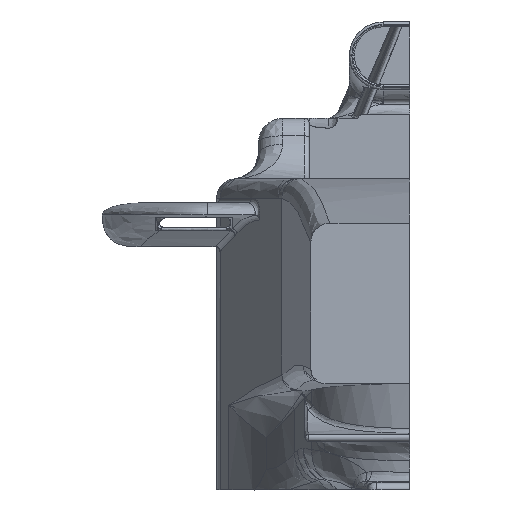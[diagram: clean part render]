
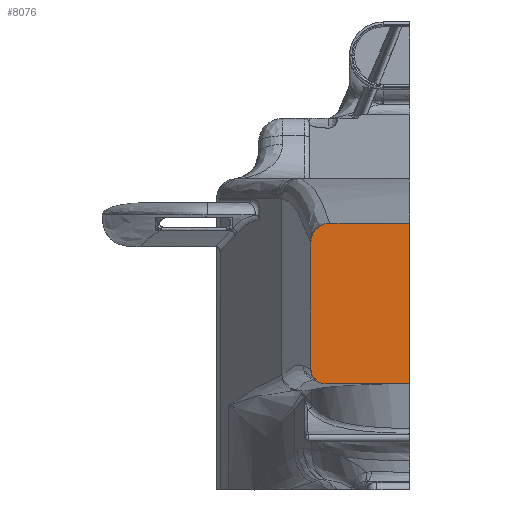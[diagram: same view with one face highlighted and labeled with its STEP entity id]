
A CAD part, left-side view. The second image highlights one B-rep face of the part: STEP entity #8076.
In plain terms, the highlighted free-form (B-spline) face has degree [1, 1] with [2, 2] control points.
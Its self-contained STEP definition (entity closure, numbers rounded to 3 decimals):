
#6740 = VERTEX_POINT('',#6741);
#6741 = CARTESIAN_POINT('',(0.,0.,735.056));
#6747 = EDGE_CURVE('',#6740,#6748,#6750,.T.);
#6748 = VERTEX_POINT('',#6749);
#6749 = CARTESIAN_POINT('',(0.,0.,292.427));
#6750 = B_SPLINE_CURVE_WITH_KNOTS('',1,(#6751,#6752),.UNSPECIFIED.,.F.,
  .F.,(2,2),(417.,750.),.PIECEWISE_BEZIER_KNOTS.);
#6751 = CARTESIAN_POINT('',(0.,0.,735.056));
#6752 = CARTESIAN_POINT('',(0.,0.,292.427));
#8050 = VERTEX_POINT('',#8051);
#8051 = CARTESIAN_POINT('',(0.,272.489,
    332.516));
#8058 = EDGE_CURVE('',#8059,#8050,#8061,.T.);
#8059 = VERTEX_POINT('',#8060);
#8060 = CARTESIAN_POINT('',(0.,272.489,
    681.486));
#8061 = B_SPLINE_CURVE_WITH_KNOTS('',1,(#8062,#8063),.UNSPECIFIED.,.F.,
  .F.,(2,2),(457.302,719.84),.PIECEWISE_BEZIER_KNOTS.);
#8062 = CARTESIAN_POINT('',(0.,272.489,
    681.486));
#8063 = CARTESIAN_POINT('',(0.,272.489,
    332.516));
#8076 = ADVANCED_FACE('',(#8077),#8168,.F.);
#8077 = FACE_BOUND('',#8078,.T.);
#8078 = EDGE_LOOP('',(#8079,#8080,#8116,#8123,#8124,#8133));
#8079 = ORIENTED_EDGE('',*,*,#8058,.T.);
#8080 = ORIENTED_EDGE('',*,*,#8081,.T.);
#8081 = EDGE_CURVE('',#8050,#8082,#8084,.T.);
#8082 = VERTEX_POINT('',#8083);
#8083 = CARTESIAN_POINT('',(0.,232.348,
    292.427));
#8084 = B_SPLINE_CURVE_WITH_KNOTS('',3,(#8085,#8086,#8087,#8088,#8089,
    #8090,#8091,#8092,#8093,#8094,#8095,#8096,#8097,#8098,#8099,#8100,
    #8101,#8102,#8103,#8104,#8105,#8106,#8107,#8108,#8109,#8110,#8111,
    #8112,#8113,#8114,#8115),.UNSPECIFIED.,.F.,.F.,(4,2,2,2,2,2,2,2,2,2,
    2,1,2,2,2,4),(0.,0.006,0.009,
    0.012,0.018,0.019,
    0.021,0.024,0.029,
    0.031,0.032,0.035,
    0.038,0.04,0.041,
    0.047),.UNSPECIFIED.);
#8085 = CARTESIAN_POINT('',(0.,272.489,
    332.516));
#8086 = CARTESIAN_POINT('',(0.,272.489,
    329.868));
#8087 = CARTESIAN_POINT('',(0.,272.228,
    327.264));
#8088 = CARTESIAN_POINT('',(0.,271.461,
    323.423));
#8089 = CARTESIAN_POINT('',(0.,271.143,
    322.153));
#8090 = CARTESIAN_POINT('',(0.,270.377,
    319.635));
#8091 = CARTESIAN_POINT('',(0.,269.928,
    318.384));
#8092 = CARTESIAN_POINT('',(0.,268.415,
    314.745));
#8093 = CARTESIAN_POINT('',(0.,267.181,
    312.444));
#8094 = CARTESIAN_POINT('',(0.,265.36,
    309.722));
#8095 = CARTESIAN_POINT('',(0.,264.982,
    309.185));
#8096 = CARTESIAN_POINT('',(0.,264.197,
    308.128));
#8097 = CARTESIAN_POINT('',(0.,263.789,
    307.606));
#8098 = CARTESIAN_POINT('',(0.,262.531,
    306.075));
#8099 = CARTESIAN_POINT('',(0.,261.648,
    305.103));
#8100 = CARTESIAN_POINT('',(0.,258.873,
    302.332));
#8101 = CARTESIAN_POINT('',(0.,256.854,
    300.673));
#8102 = CARTESIAN_POINT('',(0.,254.115,
    298.841));
#8103 = CARTESIAN_POINT('',(0.,253.555,
    298.486));
#8104 = CARTESIAN_POINT('',(0.,252.423,
    297.807));
#8105 = CARTESIAN_POINT('',(0.,251.851,
    297.483));
#8106 = CARTESIAN_POINT('',(0.,250.116,
    296.555));
#8107 = CARTESIAN_POINT('',(0.,247.753,
    295.437));
#8108 = CARTESIAN_POINT('',(0.,245.294,
    294.553));
#8109 = CARTESIAN_POINT('',(0.,243.412,
    293.979));
#8110 = CARTESIAN_POINT('',(0.,242.779,
    293.803));
#8111 = CARTESIAN_POINT('',(0.,241.5,
    293.481));
#8112 = CARTESIAN_POINT('',(0.,240.853,
    293.335));
#8113 = CARTESIAN_POINT('',(0.,237.615,
    292.688));
#8114 = CARTESIAN_POINT('',(0.,234.996,
    292.427));
#8115 = CARTESIAN_POINT('',(0.,232.348,
    292.427));
#8116 = ORIENTED_EDGE('',*,*,#8117,.T.);
#8117 = EDGE_CURVE('',#8082,#6748,#8118,.T.);
#8118 = B_SPLINE_CURVE_WITH_KNOTS('',3,(#8119,#8120,#8121,#8122),
  .UNSPECIFIED.,.F.,.F.,(4,4),(0.238,0.413),
  .PIECEWISE_BEZIER_KNOTS.);
#8119 = CARTESIAN_POINT('',(0.,232.348,
    292.427));
#8120 = CARTESIAN_POINT('',(0.,154.899,
    292.427));
#8121 = CARTESIAN_POINT('',(0.,77.449,
    292.427));
#8122 = CARTESIAN_POINT('',(0.,0.,292.427));
#8123 = ORIENTED_EDGE('',*,*,#6747,.F.);
#8124 = ORIENTED_EDGE('',*,*,#8125,.T.);
#8125 = EDGE_CURVE('',#6740,#8126,#8128,.T.);
#8126 = VERTEX_POINT('',#8127);
#8127 = CARTESIAN_POINT('',(0.,220.009,
    735.056));
#8128 = B_SPLINE_CURVE_WITH_KNOTS('',3,(#8129,#8130,#8131,#8132),
  .UNSPECIFIED.,.F.,.F.,(4,4),(0.225,0.39),
  .PIECEWISE_BEZIER_KNOTS.);
#8129 = CARTESIAN_POINT('',(0.,0.,735.056));
#8130 = CARTESIAN_POINT('',(0.,73.336,
    735.056));
#8131 = CARTESIAN_POINT('',(0.,146.673,
    735.056));
#8132 = CARTESIAN_POINT('',(0.,220.009,
    735.056));
#8133 = ORIENTED_EDGE('',*,*,#8134,.T.);
#8134 = EDGE_CURVE('',#8126,#8059,#8135,.T.);
#8135 = B_SPLINE_CURVE_WITH_KNOTS('',3,(#8136,#8137,#8138,#8139,#8140,
    #8141,#8142,#8143,#8144,#8145,#8146,#8147,#8148,#8149,#8150,#8151,
    #8152,#8153,#8154,#8155,#8156,#8157,#8158,#8159,#8160,#8161,#8162,
    #8163,#8164,#8165,#8166,#8167),.UNSPECIFIED.,.F.,.F.,(4,2,2,2,2,2,2,
    2,2,2,2,2,2,2,2,4),(0.,0.008,
    0.012,0.014,0.016,
    0.023,0.025,0.027,
    0.031,0.039,0.041,
    0.043,0.047,0.051,
    0.055,0.062),.UNSPECIFIED.);
#8136 = CARTESIAN_POINT('',(0.,220.009,
    735.056));
#8137 = CARTESIAN_POINT('',(0.,223.513,
    735.056));
#8138 = CARTESIAN_POINT('',(0.,226.957,
    734.707));
#8139 = CARTESIAN_POINT('',(0.,232.038,
    733.677));
#8140 = CARTESIAN_POINT('',(0.,233.717,
    733.249));
#8141 = CARTESIAN_POINT('',(0.,236.213,
    732.476));
#8142 = CARTESIAN_POINT('',(0.,237.044,
    732.196));
#8143 = CARTESIAN_POINT('',(0.,238.685,
    731.595));
#8144 = CARTESIAN_POINT('',(0.,239.495,
    731.275));
#8145 = CARTESIAN_POINT('',(0.,243.491,
    729.579));
#8146 = CARTESIAN_POINT('',(0.,246.52,
    727.919));
#8147 = CARTESIAN_POINT('',(0.,250.097,
    725.466));
#8148 = CARTESIAN_POINT('',(0.,250.802,
    724.956));
#8149 = CARTESIAN_POINT('',(0.,252.19,
    723.898));
#8150 = CARTESIAN_POINT('',(0.,252.875,
    723.349));
#8151 = CARTESIAN_POINT('',(0.,254.874,
    721.661));
#8152 = CARTESIAN_POINT('',(0.,256.141,
    720.477));
#8153 = CARTESIAN_POINT('',(0.,259.753,
    716.754));
#8154 = CARTESIAN_POINT('',(0.,261.91,
    714.047));
#8155 = CARTESIAN_POINT('',(0.,264.284,
    710.376));
#8156 = CARTESIAN_POINT('',(0.,264.741,
    709.629));
#8157 = CARTESIAN_POINT('',(0.,265.614,
    708.123));
#8158 = CARTESIAN_POINT('',(0.,266.03,
    707.361));
#8159 = CARTESIAN_POINT('',(0.,267.223,
    705.051));
#8160 = CARTESIAN_POINT('',(0.,267.94,
    703.479));
#8161 = CARTESIAN_POINT('',(0.,269.223,
    700.27));
#8162 = CARTESIAN_POINT('',(0.,269.789,
    698.634));
#8163 = CARTESIAN_POINT('',(0.,270.766,
    695.296));
#8164 = CARTESIAN_POINT('',(0.,271.178,
    693.588));
#8165 = CARTESIAN_POINT('',(0.,272.161,
    688.451));
#8166 = CARTESIAN_POINT('',(0.,272.489,
    684.988));
#8167 = CARTESIAN_POINT('',(0.,272.489,
    681.486));
#8168 = B_SPLINE_SURFACE_WITH_KNOTS('',1,1,(
    (#8169,#8170)
    ,(#8171,#8172
    )),.UNSPECIFIED.,.F.,.F.,.F.,(2,2),(2,2),(0.,205.),(
    -750.,-417.),.PIECEWISE_BEZIER_KNOTS.);
#8169 = CARTESIAN_POINT('',(0.,0.,292.427));
#8170 = CARTESIAN_POINT('',(0.,0.,735.056));
#8171 = CARTESIAN_POINT('',(0.,272.489,
    292.427));
#8172 = CARTESIAN_POINT('',(0.,272.489,
    735.056));
